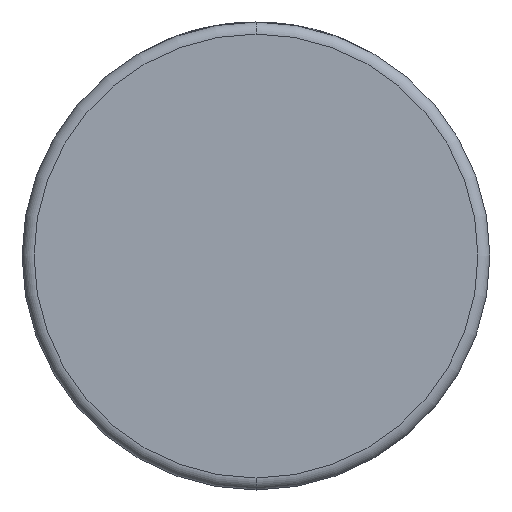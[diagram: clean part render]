
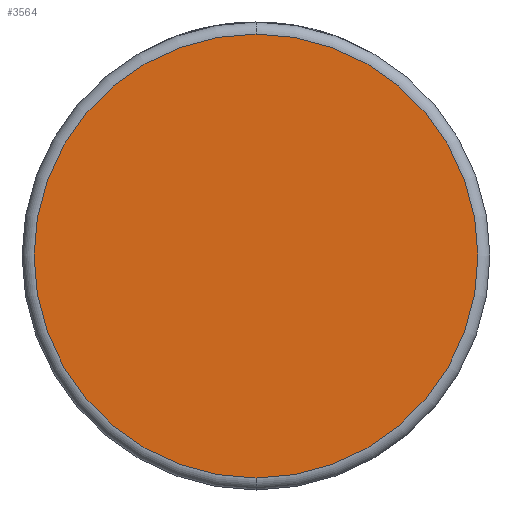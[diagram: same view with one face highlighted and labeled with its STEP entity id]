
A CAD part, front view. The second image highlights one B-rep face of the part: STEP entity #3564.
In plain terms, the highlighted planar face has unit normal (0, -1, 0).
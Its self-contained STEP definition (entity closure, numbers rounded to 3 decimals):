
#55 = DIRECTION ( 'NONE',  ( 0., 0., 1. ) ) ;
#141 = VERTEX_POINT ( 'NONE', #3617 ) ;
#443 = DIRECTION ( 'NONE',  ( 0., 0., 1. ) ) ;
#726 = PLANE ( 'NONE',  #1245 ) ;
#1044 = EDGE_CURVE ( 'NONE', #3042, #141, #3726, .T. ) ;
#1128 = EDGE_CURVE ( 'NONE', #141, #3042, #2812, .T. ) ;
#1168 = AXIS2_PLACEMENT_3D ( 'NONE', #3769, #4120, #1816 ) ;
#1245 = AXIS2_PLACEMENT_3D ( 'NONE', #1340, #2657, #55 ) ;
#1340 = CARTESIAN_POINT ( 'NONE',  ( 0., 0., 0. ) ) ;
#1363 = CARTESIAN_POINT ( 'NONE',  ( 0., 0., 37. ) ) ;
#1616 = EDGE_LOOP ( 'NONE', ( #3689, #4007 ) ) ;
#1816 = DIRECTION ( 'NONE',  ( 0., 0., 1. ) ) ;
#2075 = DIRECTION ( 'NONE',  ( 0., -1., 0. ) ) ;
#2657 = DIRECTION ( 'NONE',  ( 0., 1., 0. ) ) ;
#2812 = CIRCLE ( 'NONE', #1168, 37. ) ;
#3042 = VERTEX_POINT ( 'NONE', #1363 ) ;
#3509 = AXIS2_PLACEMENT_3D ( 'NONE', #4023, #2075, #443 ) ;
#3564 = ADVANCED_FACE ( 'NONE', ( #4053 ), #726, .F. ) ;
#3617 = CARTESIAN_POINT ( 'NONE',  ( 0., 0., -37. ) ) ;
#3689 = ORIENTED_EDGE ( 'NONE', *, *, #1044, .T. ) ;
#3726 = CIRCLE ( 'NONE', #3509, 37. ) ;
#3769 = CARTESIAN_POINT ( 'NONE',  ( 0., 0., 0. ) ) ;
#4007 = ORIENTED_EDGE ( 'NONE', *, *, #1128, .T. ) ;
#4023 = CARTESIAN_POINT ( 'NONE',  ( 0., 0., 0. ) ) ;
#4053 = FACE_OUTER_BOUND ( 'NONE', #1616, .T. ) ;
#4120 = DIRECTION ( 'NONE',  ( 0., -1., 0. ) ) ;
